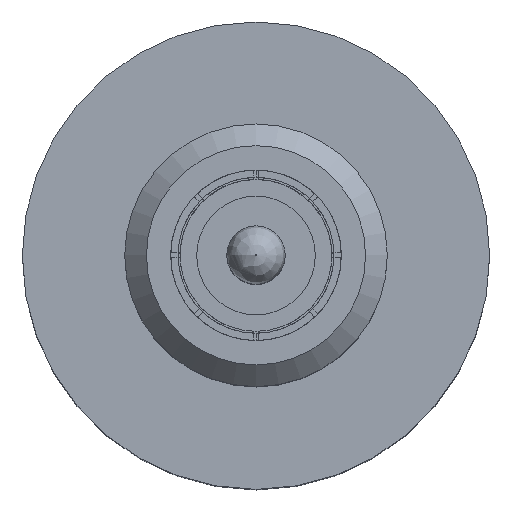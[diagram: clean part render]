
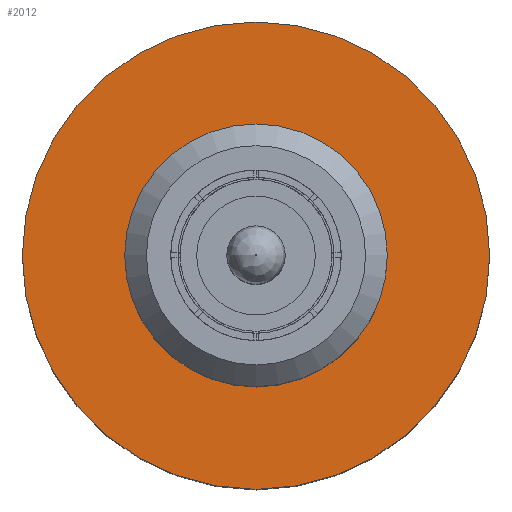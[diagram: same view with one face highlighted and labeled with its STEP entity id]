
A CAD part, top view. The second image highlights one B-rep face of the part: STEP entity #2012.
In plain terms, the highlighted planar face has unit normal (0, 0, 1).
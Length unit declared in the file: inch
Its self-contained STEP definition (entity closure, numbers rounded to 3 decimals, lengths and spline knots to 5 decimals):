
#90=PLANE($,#2294);
#400=CIRCLE($,#2234,0.281);
#402=CIRCLE($,#2237,0.5);
#490=FACE_BOUND($,#799,.T.);
#618=FACE_OUTER_BOUND($,#798,.T.);
#798=EDGE_LOOP($,(#1852));
#799=EDGE_LOOP($,(#1853));
#1009=VERTEX_POINT($,#4180);
#1011=VERTEX_POINT($,#4185);
#1279=EDGE_CURVE($,#1009,#1009,#400,.T.);
#1281=EDGE_CURVE($,#1011,#1011,#402,.T.);
#1852=ORIENTED_EDGE($,*,*,#1281,.T.);
#1853=ORIENTED_EDGE($,*,*,#1279,.F.);
#2012=ADVANCED_FACE($,(#618,#490),#90,.T.);
#2234=AXIS2_PLACEMENT_3D($,#4181,#2794,#2795);
#2237=AXIS2_PLACEMENT_3D($,#4186,#2800,#2801);
#2294=AXIS2_PLACEMENT_3D($,#4324,#2914,#2915);
#2794=DIRECTION('center_axis',(0.,0.,1.));
#2795=DIRECTION('ref_axis',(0.,-1.,0.));
#2800=DIRECTION('center_axis',(0.,0.,1.));
#2801=DIRECTION('ref_axis',(0.,-1.,0.));
#2914=DIRECTION('center_axis',(0.,0.,1.));
#2915=DIRECTION('ref_axis',(0.,-1.,0.));
#4180=CARTESIAN_POINT('',(0.,-0.281,-0.2575));
#4181=CARTESIAN_POINT('Origin',(0.,0.,-0.2575));
#4185=CARTESIAN_POINT('',(0.,-0.5,-0.2575));
#4186=CARTESIAN_POINT('Origin',(0.,0.,-0.2575));
#4324=CARTESIAN_POINT('Origin',(0.,0.,-0.2575));
